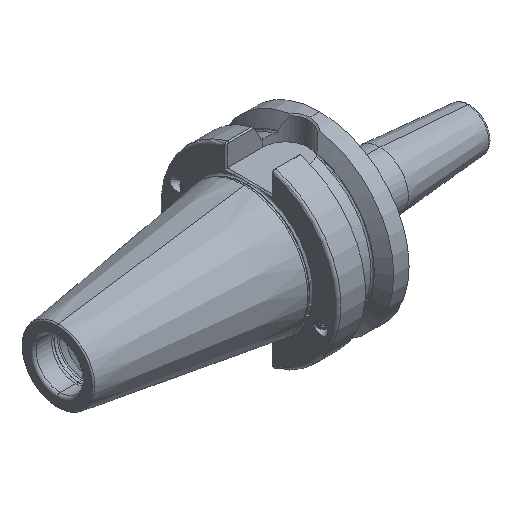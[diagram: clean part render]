
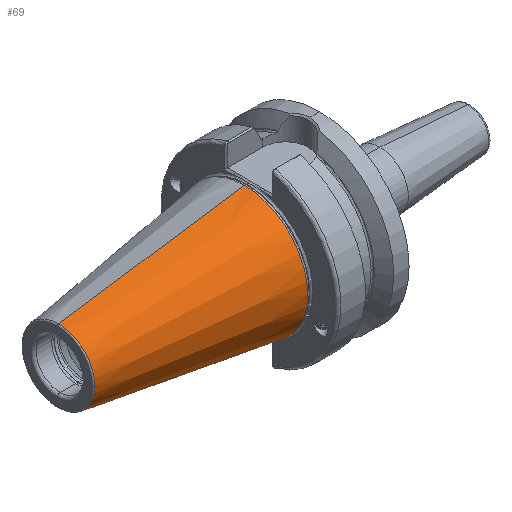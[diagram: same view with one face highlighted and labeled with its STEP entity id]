
A CAD part, isometric view. The second image highlights one B-rep face of the part: STEP entity #69.
In plain terms, the highlighted conical face has half-angle 8.297 degrees and reference radius 22.298 mm.
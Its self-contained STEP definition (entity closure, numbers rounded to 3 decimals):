
#69 = ADVANCED_FACE ( 'NONE', ( #3740 ), #2962, .T. ) ;
#1729 = ORIENTED_EDGE ( 'NONE', *, *, #5034, .F. ) ;
#1730 = ORIENTED_EDGE ( 'NONE', *, *, #2662, .F. ) ;
#1731 = ORIENTED_EDGE ( 'NONE', *, *, #5029, .T. ) ;
#1732 = ORIENTED_EDGE ( 'NONE', *, *, #2664, .T. ) ;
#2662 = EDGE_CURVE ( 'NONE', #6456, #6454, #4239, .T. ) ;
#2664 = EDGE_CURVE ( 'NONE', #6455, #6453, #4245, .T. ) ;
#2962 = CONICAL_SURFACE ( 'NONE', #3621, 22.298, 0.145 ) ;
#3621 = AXIS2_PLACEMENT_3D ( 'NONE', #10170, #10171, #10172 ) ;
#3740 = FACE_OUTER_BOUND ( 'NONE', #10619, .T. ) ;
#4239 = LINE ( 'NONE', #4240, #5387 ) ;
#4240 = CARTESIAN_POINT ( 'NONE',  ( -1.5, 0., 22.298 ) ) ;
#4241 = DIRECTION ( 'NONE',  ( 0.99, 0., 0.144 ) ) ;
#4245 = LINE ( 'NONE', #4246, #5389 ) ;
#4246 = CARTESIAN_POINT ( 'NONE',  ( -1.5, 0., -22.298 ) ) ;
#4247 = DIRECTION ( 'NONE',  ( 0.99, 0., -0.144 ) ) ;
#5029 = EDGE_CURVE ( 'NONE', #6456, #6455, #9988, .T. ) ;
#5034 = EDGE_CURVE ( 'NONE', #6454, #6453, #9989, .T. ) ;
#5387 = VECTOR ( 'NONE', #4241, 1000. ) ;
#5389 = VECTOR ( 'NONE', #4247, 1000. ) ;
#6453 = VERTEX_POINT ( 'NONE', #6870 ) ;
#6454 = VERTEX_POINT ( 'NONE', #6871 ) ;
#6455 = VERTEX_POINT ( 'NONE', #6872 ) ;
#6456 = VERTEX_POINT ( 'NONE', #6873 ) ;
#6870 = CARTESIAN_POINT ( 'NONE',  ( -1.5, 0., -22.298 ) ) ;
#6871 = CARTESIAN_POINT ( 'NONE',  ( -1.5, 0., 22.298 ) ) ;
#6872 = CARTESIAN_POINT ( 'NONE',  ( -66.972, 0., -12.75 ) ) ;
#6873 = CARTESIAN_POINT ( 'NONE',  ( -66.972, 0., 12.75 ) ) ;
#7683 = AXIS2_PLACEMENT_3D ( 'NONE', #9685, #9686, #9687 ) ;
#7696 = AXIS2_PLACEMENT_3D ( 'NONE', #9711, #9715, #9716 ) ;
#9685 = CARTESIAN_POINT ( 'NONE',  ( -66.972, 0., 0. ) ) ;
#9686 = DIRECTION ( 'NONE',  ( 1., 0., 0. ) ) ;
#9687 = DIRECTION ( 'NONE',  ( 0., 0., -1. ) ) ;
#9711 = CARTESIAN_POINT ( 'NONE',  ( -1.5, 0., 0. ) ) ;
#9715 = DIRECTION ( 'NONE',  ( 1., 0., 0. ) ) ;
#9716 = DIRECTION ( 'NONE',  ( 0., 0., -1. ) ) ;
#9988 = CIRCLE ( 'NONE', #7683, 12.75 ) ;
#9989 = CIRCLE ( 'NONE', #7696, 22.298 ) ;
#10170 = CARTESIAN_POINT ( 'NONE',  ( -1.5, 0., 0. ) ) ;
#10171 = DIRECTION ( 'NONE',  ( 1., 0., 0. ) ) ;
#10172 = DIRECTION ( 'NONE',  ( 0., 0., -1. ) ) ;
#10619 = EDGE_LOOP ( 'NONE', ( #1730, #1731, #1732, #1729 ) ) ;
